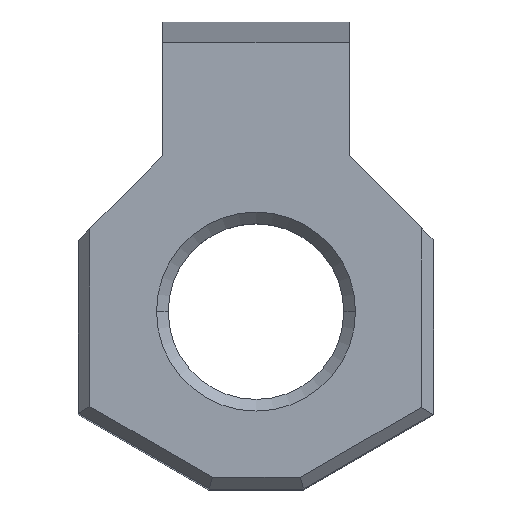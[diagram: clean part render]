
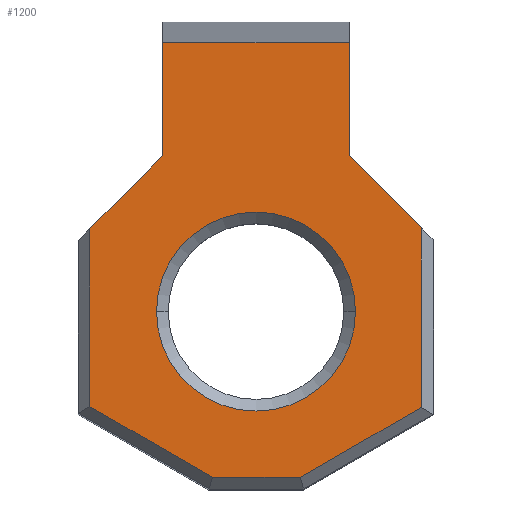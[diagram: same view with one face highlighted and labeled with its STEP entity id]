
A CAD part, top view. The second image highlights one B-rep face of the part: STEP entity #1200.
In plain terms, the highlighted planar face has unit normal (0, 0, 1).
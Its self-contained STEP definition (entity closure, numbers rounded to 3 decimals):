
#7 = CARTESIAN_POINT ( 'NONE',  ( 0.812, 0.21, 6.997 ) ) ;
#12 = VECTOR ( 'NONE', #983, 1000. ) ;
#15 = CARTESIAN_POINT ( 'NONE',  ( 2.825, 4.27, 6.997 ) ) ;
#28 = CARTESIAN_POINT ( 'NONE',  ( -2.84, 0., 6.997 ) ) ;
#30 = CARTESIAN_POINT ( 'NONE',  ( -3.647, 3.647, 6.997 ) ) ;
#39 = DIRECTION ( 'NONE',  ( 0., 0., -1. ) ) ;
#44 = EDGE_CURVE ( 'NONE', #1091, #819, #153, .T. ) ;
#49 = CARTESIAN_POINT ( 'NONE',  ( 1.594, 0., 6.997 ) ) ;
#57 = DIRECTION ( 'NONE',  ( 0., -1., 0. ) ) ;
#64 = CARTESIAN_POINT ( 'NONE',  ( 3.647, 3.647, 6.997 ) ) ;
#86 = CARTESIAN_POINT ( 'NONE',  ( 0.758, 0.21, 6.997 ) ) ;
#106 = AXIS2_PLACEMENT_3D ( 'NONE', #687, #1055, #193 ) ;
#115 = CARTESIAN_POINT ( 'NONE',  ( 0., 7.633, 6.997 ) ) ;
#126 = DIRECTION ( 'NONE',  ( 1., 0., 0. ) ) ;
#144 = VECTOR ( 'NONE', #428, 1000. ) ;
#153 = LINE ( 'NONE', #64, #1013 ) ;
#159 = ORIENTED_EDGE ( 'NONE', *, *, #230, .T. ) ;
#164 = VERTEX_POINT ( 'NONE', #814 ) ;
#169 = CIRCLE ( 'NONE', #880, 1.7 ) ;
#171 = EDGE_CURVE ( 'NONE', #1154, #730, #380, .T. ) ;
#190 = EDGE_CURVE ( 'NONE', #717, #1159, #1003, .T. ) ;
#191 = CARTESIAN_POINT ( 'NONE',  ( -1.594, 0., 6.997 ) ) ;
#193 = DIRECTION ( 'NONE',  ( 1., 0., 0. ) ) ;
#208 = EDGE_CURVE ( 'NONE', #293, #164, #913, .T. ) ;
#230 = EDGE_CURVE ( 'NONE', #869, #726, #1160, .T. ) ;
#255 = ORIENTED_EDGE ( 'NONE', *, *, #1142, .F. ) ;
#275 = EDGE_CURVE ( 'NONE', #730, #1154, #169, .T. ) ;
#279 = CARTESIAN_POINT ( 'NONE',  ( -1.7, 3.04, 6.997 ) ) ;
#291 = CARTESIAN_POINT ( 'NONE',  ( -1.594, 5.701, 6.997 ) ) ;
#292 = VERTEX_POINT ( 'NONE', #857 ) ;
#293 = VERTEX_POINT ( 'NONE', #86 ) ;
#302 = CARTESIAN_POINT ( 'NONE',  ( 0., 3.04, 6.997 ) ) ;
#316 = EDGE_LOOP ( 'NONE', ( #466, #840 ) ) ;
#317 = PLANE ( 'NONE',  #106 ) ;
#368 = ORIENTED_EDGE ( 'NONE', *, *, #190, .F. ) ;
#375 = ORIENTED_EDGE ( 'NONE', *, *, #770, .T. ) ;
#380 = CIRCLE ( 'NONE', #1059, 1.7 ) ;
#401 = DIRECTION ( 'NONE',  ( 1., 0., 0. ) ) ;
#409 = DIRECTION ( 'NONE',  ( 0., 1., 0. ) ) ;
#426 = LINE ( 'NONE', #28, #571 ) ;
#428 = DIRECTION ( 'NONE',  ( 0.707, 0.707, 0. ) ) ;
#466 = ORIENTED_EDGE ( 'NONE', *, *, #171, .T. ) ;
#477 = VECTOR ( 'NONE', #713, 1000. ) ;
#522 = LINE ( 'NONE', #115, #12 ) ;
#524 = CARTESIAN_POINT ( 'NONE',  ( 2.924, 1.46, 6.997 ) ) ;
#535 = VECTOR ( 'NONE', #1051, 1000. ) ;
#571 = VECTOR ( 'NONE', #894, 1000. ) ;
#576 = CARTESIAN_POINT ( 'NONE',  ( -0.744, 0.21, 6.997 ) ) ;
#585 = LINE ( 'NONE', #191, #535 ) ;
#617 = CARTESIAN_POINT ( 'NONE',  ( 1.594, 5.701, 6.997 ) ) ;
#666 = VECTOR ( 'NONE', #401, 1000. ) ;
#681 = CARTESIAN_POINT ( 'NONE',  ( 2.825, 4.47, 6.997 ) ) ;
#684 = VECTOR ( 'NONE', #57, 1000. ) ;
#687 = CARTESIAN_POINT ( 'NONE',  ( 0., 0., 6.997 ) ) ;
#713 = DIRECTION ( 'NONE',  ( 0.866, -0.5, 0. ) ) ;
#717 = VERTEX_POINT ( 'NONE', #1031 ) ;
#722 = VERTEX_POINT ( 'NONE', #758 ) ;
#726 = VERTEX_POINT ( 'NONE', #576 ) ;
#730 = VERTEX_POINT ( 'NONE', #279 ) ;
#745 = ORIENTED_EDGE ( 'NONE', *, *, #1118, .T. ) ;
#750 = ORIENTED_EDGE ( 'NONE', *, *, #888, .F. ) ;
#758 = CARTESIAN_POINT ( 'NONE',  ( 1.594, 7.633, 6.997 ) ) ;
#763 = CARTESIAN_POINT ( 'NONE',  ( 1.7, 3.04, 6.997 ) ) ;
#770 = EDGE_CURVE ( 'NONE', #164, #819, #1153, .T. ) ;
#771 = DIRECTION ( 'NONE',  ( 1., 0., 0. ) ) ;
#779 = FACE_OUTER_BOUND ( 'NONE', #1098, .T. ) ;
#814 = CARTESIAN_POINT ( 'NONE',  ( 2.825, 1.403, 6.997 ) ) ;
#819 = VERTEX_POINT ( 'NONE', #681 ) ;
#832 = ORIENTED_EDGE ( 'NONE', *, *, #858, .F. ) ;
#840 = ORIENTED_EDGE ( 'NONE', *, *, #275, .T. ) ;
#849 = VECTOR ( 'NONE', #896, 1000. ) ;
#857 = CARTESIAN_POINT ( 'NONE',  ( -1.593, 7.633, 6.997 ) ) ;
#858 = EDGE_CURVE ( 'NONE', #1159, #292, #585, .T. ) ;
#869 = VERTEX_POINT ( 'NONE', #1086 ) ;
#871 = LINE ( 'NONE', #7, #666 ) ;
#880 = AXIS2_PLACEMENT_3D ( 'NONE', #302, #1134, #771 ) ;
#888 = EDGE_CURVE ( 'NONE', #722, #1091, #1058, .T. ) ;
#894 = DIRECTION ( 'NONE',  ( 0., -1., 0. ) ) ;
#896 = DIRECTION ( 'NONE',  ( 0.866, 0.5, 0. ) ) ;
#905 = CARTESIAN_POINT ( 'NONE',  ( 0., 3.04, 6.997 ) ) ;
#913 = LINE ( 'NONE', #524, #849 ) ;
#927 = DIRECTION ( 'NONE',  ( 0.707, -0.707, 0. ) ) ;
#934 = ORIENTED_EDGE ( 'NONE', *, *, #208, .T. ) ;
#983 = DIRECTION ( 'NONE',  ( 1., 0., 0. ) ) ;
#1003 = LINE ( 'NONE', #30, #144 ) ;
#1013 = VECTOR ( 'NONE', #927, 1000. ) ;
#1024 = ORIENTED_EDGE ( 'NONE', *, *, #1191, .T. ) ;
#1031 = CARTESIAN_POINT ( 'NONE',  ( -2.84, 4.454, 6.997 ) ) ;
#1039 = VECTOR ( 'NONE', #409, 1000. ) ;
#1051 = DIRECTION ( 'NONE',  ( 0., 1., 0. ) ) ;
#1055 = DIRECTION ( 'NONE',  ( 0., 0., 1. ) ) ;
#1058 = LINE ( 'NONE', #49, #684 ) ;
#1059 = AXIS2_PLACEMENT_3D ( 'NONE', #905, #39, #126 ) ;
#1086 = CARTESIAN_POINT ( 'NONE',  ( -2.84, 1.42, 6.997 ) ) ;
#1090 = CARTESIAN_POINT ( 'NONE',  ( -0.699, 0.183, 6.997 ) ) ;
#1091 = VERTEX_POINT ( 'NONE', #617 ) ;
#1098 = EDGE_LOOP ( 'NONE', ( #255, #832, #368, #745, #159, #1024, #934, #375, #1202, #750 ) ) ;
#1118 = EDGE_CURVE ( 'NONE', #717, #869, #426, .T. ) ;
#1134 = DIRECTION ( 'NONE',  ( 0., 0., -1. ) ) ;
#1142 = EDGE_CURVE ( 'NONE', #292, #722, #522, .T. ) ;
#1144 = FACE_BOUND ( 'NONE', #316, .T. ) ;
#1153 = LINE ( 'NONE', #15, #1039 ) ;
#1154 = VERTEX_POINT ( 'NONE', #763 ) ;
#1159 = VERTEX_POINT ( 'NONE', #291 ) ;
#1160 = LINE ( 'NONE', #1090, #477 ) ;
#1191 = EDGE_CURVE ( 'NONE', #726, #293, #871, .T. ) ;
#1200 = ADVANCED_FACE ( 'NONE', ( #779, #1144 ), #317, .T. ) ;
#1202 = ORIENTED_EDGE ( 'NONE', *, *, #44, .F. ) ;
